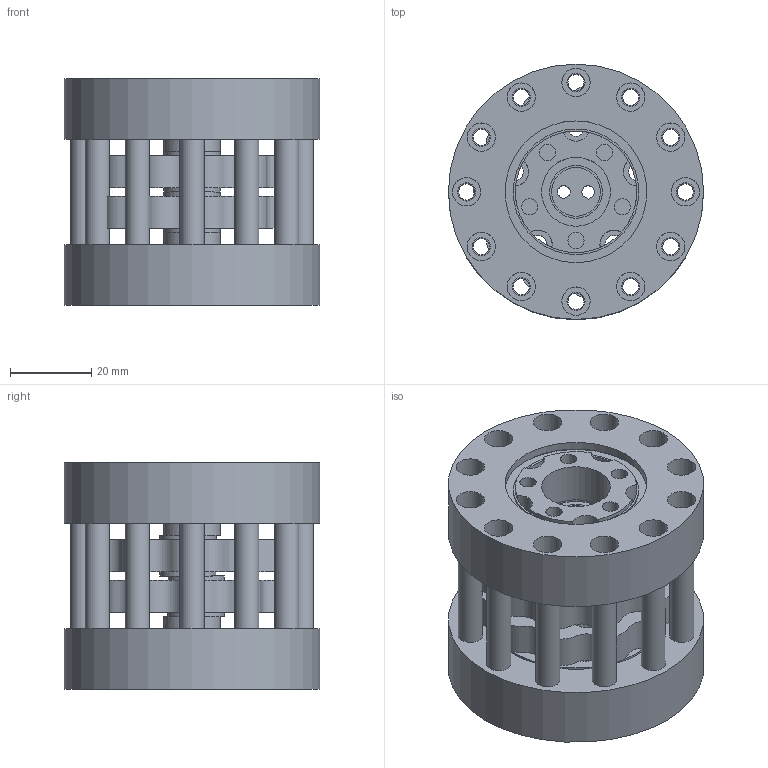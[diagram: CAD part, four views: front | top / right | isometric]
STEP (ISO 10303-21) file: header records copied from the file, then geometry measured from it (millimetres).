
FILE_DESCRIPTION(/* description */ (''),/* implementation_level */ '2;1');
FILE_NAME(/* name */ 'Assembly v5.step',/* time_stamp */ '2024-05-28T16:33:17+02:00',/* author */ (''),/* organization */ (''),/* preprocessor_version */ 'ST-DEVELOPER v20',/* originating_system */ 'Autodesk Translation Framework v13.14.0.145',/* authorisation */ '');
FILE_SCHEMA (('AUTOMOTIVE_DESIGN { 1 0 10303 214 3 1 1 }'));
Length unit declared in the file: millimetre
Products named in the file (16): Assembly; output_shaft_cover; output_shaft_cover_thread; Shaft; Normalny; Shifted; Shifted_2; normalny2; Cycloid_R27_Rr3_N12_E1.3; Cycloid_R27_Rr3_N12_E1.3_1; Cover; output_shaft; output_shaft_thread; Bearing_42_30_7mm; Bearing_18_12_4mm; Pins
Assembly tree (20 placements, depth 3):
  Assembly
    output_shaft_cover
    output_shaft_cover_thread
    Shaft
      Normalny
      Shifted
      Shifted_2
      normalny2
    Bearing_42_30_7mm  x2
    Cycloid_R27_Rr3_N12_E1.3
      Cover
    Cycloid_R27_Rr3_N12_E1.3_1
      Cover
    output_shaft
    output_shaft_thread
    Bearing_18_12_4mm  x4
    Pins
Bounding box: 63 x 63 x 56 mm (x, y, z)
Volume: 101350.8 mm3; surface area: 70791.9 mm2
Topology: 38 solids, 38 shells, 346 faces, 681 edges, 452 vertices
Faces by surface type: cylinder 198, plane 146, bspline 2
Full cylindrical faces by diameter (mm): 3.1 x4, 4 x22, 4.5 x22, 4.7 x12, 6 x12, 7 x17, 8.6 x10, 12 x8, 13 x8, 14 x6, 16 x4, 17 x10, 18 x6, 18.2 x2, 21 x4, 30 x2, 31 x4, 35 x2, 36 x4, 37 x4, 42 x2, 43 x2, 63 x2
Entity records: 9502 total; most frequent: CARTESIAN_POINT 2369, DIRECTION 1578, ORIENTED_EDGE 1152, AXIS2_PLACEMENT_3D 687, EDGE_CURVE 576, EDGE_LOOP 454, VERTEX_POINT 382, CIRCLE 370
